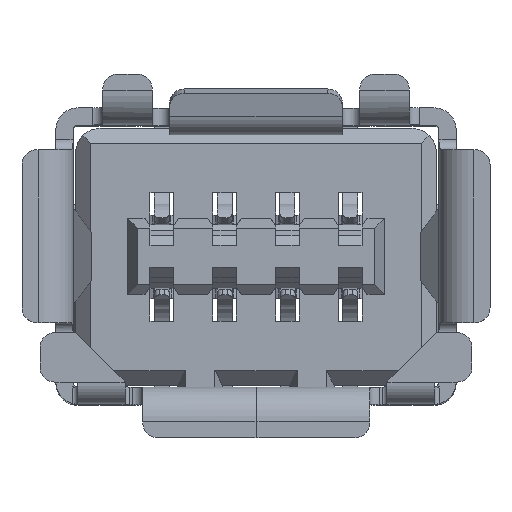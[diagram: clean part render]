
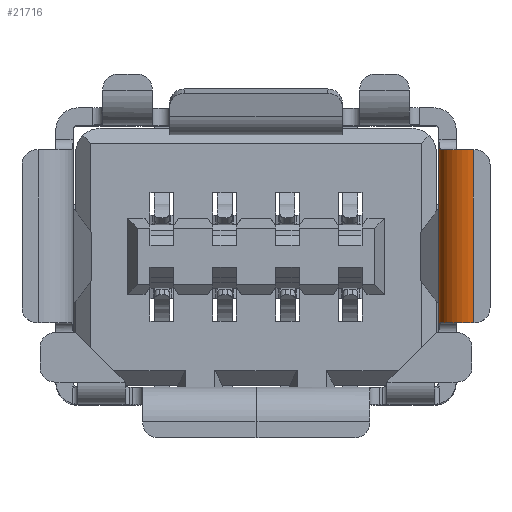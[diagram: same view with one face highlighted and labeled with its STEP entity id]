
A CAD part, top view. The second image highlights one B-rep face of the part: STEP entity #21716.
In plain terms, the highlighted cylindrical face has radius 0.7 mm (diameter 1.4 mm), a partial arc.
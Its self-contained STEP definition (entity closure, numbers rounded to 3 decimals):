
#2669=CARTESIAN_POINT('',(4.4,2.15,13.3));
#2670=DIRECTION('',(0.,-1.,0.));
#2671=DIRECTION('',(-0.996,0.,0.086));
#2672=AXIS2_PLACEMENT_3D('',#2669,#2670,#2671);
#2674=DIRECTION('',(0.,1.,0.));
#2675=VECTOR('',#2674,0.2);
#2676=CARTESIAN_POINT('',(3.703,2.15,13.36));
#2677=LINE('',#2676,#2675);
#2678=CARTESIAN_POINT('',(3.703,2.35,13.36));
#2679=CARTESIAN_POINT('',(3.703,2.328,13.36));
#2680=CARTESIAN_POINT('',(3.703,2.286,13.367));
#2681=CARTESIAN_POINT('',(3.706,2.229,13.397));
#2682=CARTESIAN_POINT('',(3.714,2.185,13.442));
#2683=CARTESIAN_POINT('',(3.728,2.157,13.498));
#2684=CARTESIAN_POINT('',(3.742,2.15,13.539));
#2685=CARTESIAN_POINT('',(3.75,2.15,13.56));
#2687=DIRECTION('',(0.,-1.,0.));
#2688=VECTOR('',#2687,3.5);
#2689=CARTESIAN_POINT('',(4.4,2.15,14.));
#2690=LINE('',#2689,#2688);
#2691=CARTESIAN_POINT('',(3.75,-1.35,13.56));
#2692=CARTESIAN_POINT('',(3.742,-1.35,13.539));
#2693=CARTESIAN_POINT('',(3.728,-1.357,13.498));
#2694=CARTESIAN_POINT('',(3.714,-1.385,13.441));
#2695=CARTESIAN_POINT('',(3.706,-1.43,13.396));
#2696=CARTESIAN_POINT('',(3.703,-1.488,13.367));
#2697=CARTESIAN_POINT('',(3.703,-1.529,13.36));
#2698=CARTESIAN_POINT('',(3.703,-1.55,13.36));
#2700=DIRECTION('',(0.,1.,0.));
#2701=VECTOR('',#2700,0.2);
#2702=CARTESIAN_POINT('',(3.703,-1.55,13.36));
#2703=LINE('',#2702,#2701);
#2704=DIRECTION('',(0.,1.,0.));
#2705=VECTOR('',#2704,3.5);
#2706=CARTESIAN_POINT('',(3.7,-1.35,13.3));
#2707=LINE('',#2706,#2705);
#2725=CARTESIAN_POINT('',(4.4,2.15,13.3));
#2726=DIRECTION('',(0.,-1.,0.));
#2727=DIRECTION('',(0.,0.,1.));
#2728=AXIS2_PLACEMENT_3D('',#2725,#2726,#2727);
#2738=CARTESIAN_POINT('',(4.4,-1.35,13.3));
#2739=DIRECTION('',(0.,1.,0.));
#2740=DIRECTION('',(-0.928,0.,0.371));
#2741=AXIS2_PLACEMENT_3D('',#2738,#2739,#2740);
#13660=CARTESIAN_POINT('',(4.4,-1.35,13.3));
#13661=DIRECTION('',(0.,1.,0.));
#13662=DIRECTION('',(-1.,0.,0.));
#13663=AXIS2_PLACEMENT_3D('',#13660,#13661,#13662);
#14287=CARTESIAN_POINT('',(3.703,2.35,13.36));
#14289=VERTEX_POINT('',#14287);
#14291=CARTESIAN_POINT('',(3.703,2.15,13.36));
#14292=VERTEX_POINT('',#14291);
#14336=CARTESIAN_POINT('',(3.703,-1.35,13.36));
#14337=VERTEX_POINT('',#14336);
#14338=CARTESIAN_POINT('',(3.703,-1.55,13.36));
#14339=VERTEX_POINT('',#14338);
#15703=CARTESIAN_POINT('',(3.7,2.15,13.3));
#15704=VERTEX_POINT('',#15703);
#15705=CARTESIAN_POINT('',(3.7,-1.35,13.3));
#15706=VERTEX_POINT('',#15705);
#16355=CARTESIAN_POINT('',(3.75,-1.35,13.56));
#16356=VERTEX_POINT('',#16355);
#16357=CARTESIAN_POINT('',(4.4,-1.35,14.));
#16358=VERTEX_POINT('',#16357);
#16379=CARTESIAN_POINT('',(3.75,2.15,13.56));
#16380=VERTEX_POINT('',#16379);
#16387=CARTESIAN_POINT('',(4.4,2.15,14.));
#16388=VERTEX_POINT('',#16387);
#21693=CARTESIAN_POINT('',(4.4,12.583,13.3));
#21694=DIRECTION('',(0.,-1.,0.));
#21695=DIRECTION('',(0.,0.,1.));
#21696=AXIS2_PLACEMENT_3D('',#21693,#21694,#21695);
#21697=CYLINDRICAL_SURFACE('',#21696,0.7);
#21698=ORIENTED_EDGE('',*,*,#21687,.F.);
#21699=ORIENTED_EDGE('',*,*,#21025,.T.);
#21700=ORIENTED_EDGE('',*,*,#21057,.T.);
#21702=ORIENTED_EDGE('',*,*,#21701,.F.);
#21704=ORIENTED_EDGE('',*,*,#21703,.T.);
#21706=ORIENTED_EDGE('',*,*,#21705,.F.);
#21708=ORIENTED_EDGE('',*,*,#21707,.T.);
#21710=ORIENTED_EDGE('',*,*,#21709,.T.);
#21712=ORIENTED_EDGE('',*,*,#21711,.F.);
#21713=ORIENTED_EDGE('',*,*,#21397,.T.);
#21714=EDGE_LOOP('',(#21698,#21699,#21700,#21702,#21704,#21706,#21708,#21710,
#21712,#21713));
#21715=FACE_OUTER_BOUND('',#21714,.F.);
#2673=CIRCLE('',#2672,0.7);
#2686=B_SPLINE_CURVE_WITH_KNOTS('',3,(#2678,#2679,#2680,#2681,#2682,#2683,#2684,
#2685),.UNSPECIFIED.,.F.,.F.,(4,1,1,1,1,4),(0.,0.2,0.4,0.6,0.8,1.),
.UNSPECIFIED.);
#2699=B_SPLINE_CURVE_WITH_KNOTS('',3,(#2691,#2692,#2693,#2694,#2695,#2696,#2697,
#2698),.UNSPECIFIED.,.F.,.F.,(4,1,1,1,1,4),(0.,0.2,0.4,0.6,0.8,1.),
.UNSPECIFIED.);
#2729=CIRCLE('',#2728,0.7);
#2742=CIRCLE('',#2741,0.7);
#13664=CIRCLE('',#13663,0.7);
#21025=EDGE_CURVE('',#14292,#14289,#2677,.T.);
#21057=EDGE_CURVE('',#14289,#16380,#2686,.T.);
#21397=EDGE_CURVE('',#15706,#15704,#2707,.T.);
#21687=EDGE_CURVE('',#14292,#15704,#2673,.T.);
#21701=EDGE_CURVE('',#16388,#16380,#2729,.T.);
#21703=EDGE_CURVE('',#16388,#16358,#2690,.T.);
#21705=EDGE_CURVE('',#16356,#16358,#2742,.T.);
#21707=EDGE_CURVE('',#16356,#14339,#2699,.T.);
#21709=EDGE_CURVE('',#14339,#14337,#2703,.T.);
#21711=EDGE_CURVE('',#15706,#14337,#13664,.T.);
#21716=ADVANCED_FACE('',(#21715),#21697,.T.);
